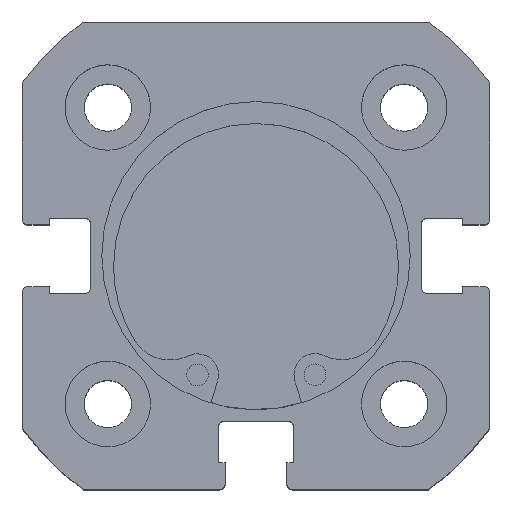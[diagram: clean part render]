
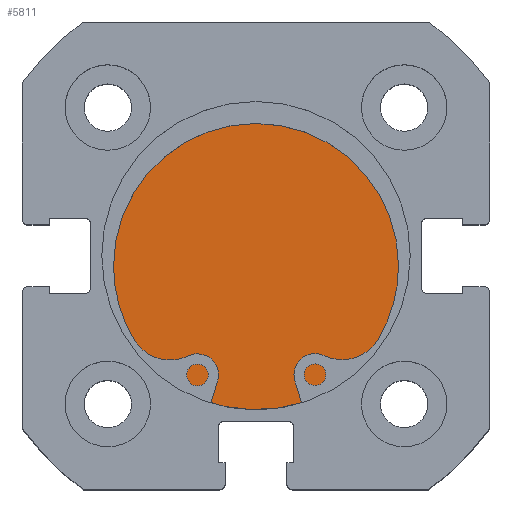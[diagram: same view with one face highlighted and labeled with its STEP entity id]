
A CAD part, top view. The second image highlights one B-rep face of the part: STEP entity #5811.
In plain terms, the highlighted face is planar.
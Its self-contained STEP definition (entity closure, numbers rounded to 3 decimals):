
#559 = EDGE_CURVE ( 'NONE', #4992, #1551, #3302, .T. ) ;
#694 = EDGE_CURVE ( 'NONE', #1551, #4992, #4194, .T. ) ;
#1415 = CARTESIAN_POINT ( 'NONE',  ( 6., 0., 13.5 ) ) ;
#1551 = VERTEX_POINT ( 'NONE', #5116 ) ;
#1762 = CARTESIAN_POINT ( 'NONE',  ( 6., 13.5, 0. ) ) ;
#1763 = PLANE ( 'NONE',  #3202 ) ;
#1765 = DIRECTION ( 'NONE',  ( -1., 0., 0. ) ) ;
#1766 = DIRECTION ( 'NONE',  ( 0., 0., 1. ) ) ;
#2518 = FACE_OUTER_BOUND ( 'NONE', #3092, .T. ) ;
#2622 = AXIS2_PLACEMENT_3D ( 'NONE', #5062, #5069, #5070 ) ;
#2630 = AXIS2_PLACEMENT_3D ( 'NONE', #5066, #5067, #5068 ) ;
#3092 = EDGE_LOOP ( 'NONE', ( #4190, #4191 ) ) ;
#3202 = AXIS2_PLACEMENT_3D ( 'NONE', #1762, #1765, #1766 ) ;
#3302 = CIRCLE ( 'NONE', #2622, 13.5 ) ;
#4190 = ORIENTED_EDGE ( 'NONE', *, *, #559, .F. ) ;
#4191 = ORIENTED_EDGE ( 'NONE', *, *, #694, .F. ) ;
#4194 = CIRCLE ( 'NONE', #2630, 13.5 ) ;
#4992 = VERTEX_POINT ( 'NONE', #1415 ) ;
#5062 = CARTESIAN_POINT ( 'NONE',  ( 6., 0., 0. ) ) ;
#5066 = CARTESIAN_POINT ( 'NONE',  ( 6., 0., 0. ) ) ;
#5067 = DIRECTION ( 'NONE',  ( -1., 0., 0. ) ) ;
#5068 = DIRECTION ( 'NONE',  ( 0., 0., 1. ) ) ;
#5069 = DIRECTION ( 'NONE',  ( -1., 0., 0. ) ) ;
#5070 = DIRECTION ( 'NONE',  ( 0., 0., 1. ) ) ;
#5116 = CARTESIAN_POINT ( 'NONE',  ( 6., 0., -13.5 ) ) ;
#5811 = ADVANCED_FACE ( 'NONE', ( #2518 ), #1763, .F. ) ;
